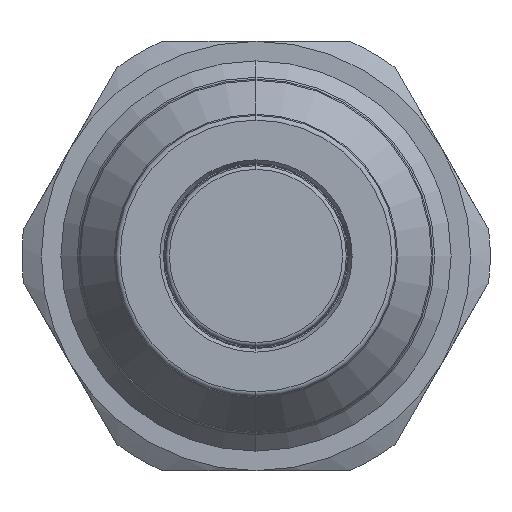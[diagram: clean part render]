
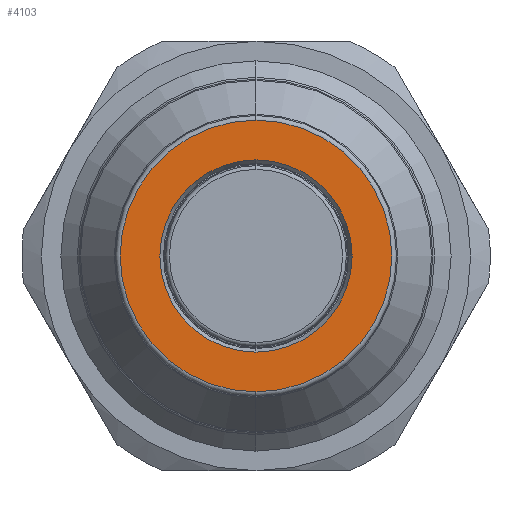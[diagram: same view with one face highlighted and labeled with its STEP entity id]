
A CAD part, left-side view. The second image highlights one B-rep face of the part: STEP entity #4103.
In plain terms, the highlighted planar face has unit normal (-1, 0, 0).
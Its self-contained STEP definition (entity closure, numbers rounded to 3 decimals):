
#125 = FACE_OUTER_BOUND ( 'NONE', #3106, .T. ) ;
#126 = FACE_BOUND ( 'NONE', #3102, .T. ) ;
#342 = CIRCLE ( 'NONE', #3797, 17.4 ) ;
#348 = CIRCLE ( 'NONE', #3800, 12.312 ) ;
#435 = CIRCLE ( 'NONE', #3846, 12.312 ) ;
#436 = CIRCLE ( 'NONE', #3847, 17.4 ) ;
#686 = PLANE ( 'NONE',  #2770 ) ;
#687 = CARTESIAN_POINT ( 'NONE',  ( 0., 12.312, 0. ) ) ;
#688 = DIRECTION ( 'NONE',  ( -1., 0., 0. ) ) ;
#689 = DIRECTION ( 'NONE',  ( 0., 0., 1. ) ) ;
#1120 = CARTESIAN_POINT ( 'NONE',  ( 0., 0., 0. ) ) ;
#1121 = DIRECTION ( 'NONE',  ( -1., 0., 0. ) ) ;
#1122 = DIRECTION ( 'NONE',  ( 0., 0., 1. ) ) ;
#1131 = CARTESIAN_POINT ( 'NONE',  ( 0., 0., 0. ) ) ;
#1132 = DIRECTION ( 'NONE',  ( -1., 0., 0. ) ) ;
#1133 = DIRECTION ( 'NONE',  ( 0., 0., 1. ) ) ;
#2350 = CARTESIAN_POINT ( 'NONE',  ( 0., 0., 0. ) ) ;
#2351 = DIRECTION ( 'NONE',  ( -1., 0., 0. ) ) ;
#2352 = DIRECTION ( 'NONE',  ( 0., 0., 1. ) ) ;
#2353 = CARTESIAN_POINT ( 'NONE',  ( 0., 0., 0. ) ) ;
#2354 = DIRECTION ( 'NONE',  ( -1., 0., 0. ) ) ;
#2355 = DIRECTION ( 'NONE',  ( 0., 0., 1. ) ) ;
#2770 = AXIS2_PLACEMENT_3D ( 'NONE', #687, #688, #689 ) ;
#3002 = ORIENTED_EDGE ( 'NONE', *, *, #4257, .T. ) ;
#3003 = ORIENTED_EDGE ( 'NONE', *, *, #4341, .T. ) ;
#3004 = ORIENTED_EDGE ( 'NONE', *, *, #4340, .F. ) ;
#3005 = ORIENTED_EDGE ( 'NONE', *, *, #4261, .F. ) ;
#3102 = EDGE_LOOP ( 'NONE', ( #3004, #3005 ) ) ;
#3106 = EDGE_LOOP ( 'NONE', ( #3002, #3003 ) ) ;
#3447 = VERTEX_POINT ( 'NONE', #4930 ) ;
#3449 = VERTEX_POINT ( 'NONE', #4932 ) ;
#3472 = VERTEX_POINT ( 'NONE', #4955 ) ;
#3508 = VERTEX_POINT ( 'NONE', #4991 ) ;
#3797 = AXIS2_PLACEMENT_3D ( 'NONE', #1120, #1121, #1122 ) ;
#3800 = AXIS2_PLACEMENT_3D ( 'NONE', #1131, #1132, #1133 ) ;
#3846 = AXIS2_PLACEMENT_3D ( 'NONE', #2350, #2351, #2352 ) ;
#3847 = AXIS2_PLACEMENT_3D ( 'NONE', #2353, #2354, #2355 ) ;
#4103 = ADVANCED_FACE ( 'NONE', ( #125, #126 ), #686, .T. ) ;
#4257 = EDGE_CURVE ( 'NONE', #3447, #3472, #342, .T. ) ;
#4261 = EDGE_CURVE ( 'NONE', #3508, #3449, #348, .T. ) ;
#4340 = EDGE_CURVE ( 'NONE', #3449, #3508, #435, .T. ) ;
#4341 = EDGE_CURVE ( 'NONE', #3472, #3447, #436, .T. ) ;
#4930 = CARTESIAN_POINT ( 'NONE',  ( 0., 0., 17.4 ) ) ;
#4932 = CARTESIAN_POINT ( 'NONE',  ( 0., 0., 12.312 ) ) ;
#4955 = CARTESIAN_POINT ( 'NONE',  ( 0., 0., -17.4 ) ) ;
#4991 = CARTESIAN_POINT ( 'NONE',  ( 0., 0., -12.312 ) ) ;
